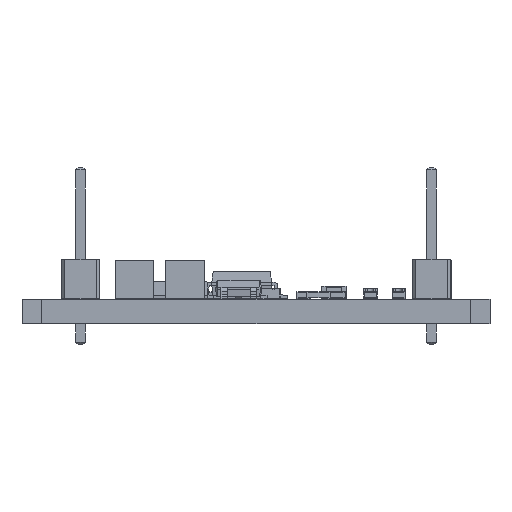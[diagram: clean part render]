
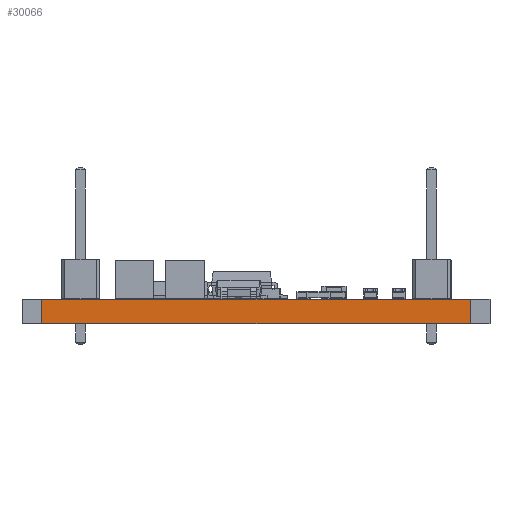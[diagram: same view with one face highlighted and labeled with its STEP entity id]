
A CAD part, front view. The second image highlights one B-rep face of the part: STEP entity #30066.
In plain terms, the highlighted planar face has unit normal (0, -1, 0).
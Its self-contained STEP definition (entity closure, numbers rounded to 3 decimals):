
#27466 = PLANE('',#27467);
#27467 = AXIS2_PLACEMENT_3D('',#27468,#27469,#27470);
#27468 = CARTESIAN_POINT('',(114.798,-75.124,1.6));
#27469 = DIRECTION('',(0.,0.,1.));
#27470 = DIRECTION('',(1.,0.,0.));
#27520 = PLANE('',#27521);
#27521 = AXIS2_PLACEMENT_3D('',#27522,#27523,#27524);
#27522 = CARTESIAN_POINT('',(114.798,-75.124,0.));
#27523 = DIRECTION('',(0.,0.,1.));
#27524 = DIRECTION('',(1.,0.,0.));
#27909 = VERTEX_POINT('',#27910);
#27910 = CARTESIAN_POINT('',(101.6,-87.63,0.));
#27924 = PLANE('',#27925);
#27925 = AXIS2_PLACEMENT_3D('',#27926,#27927,#27928);
#27926 = CARTESIAN_POINT('',(101.6,-85.09,0.));
#27927 = DIRECTION('',(1.,0.,0.));
#27928 = DIRECTION('',(0.,-1.,0.));
#27936 = EDGE_CURVE('',#27909,#27937,#27939,.T.);
#27937 = VERTEX_POINT('',#27938);
#27938 = CARTESIAN_POINT('',(129.54,-87.63,0.));
#27939 = SURFACE_CURVE('',#27940,(#27944,#27951),.PCURVE_S1.);
#27940 = LINE('',#27941,#27942);
#27941 = CARTESIAN_POINT('',(101.6,-87.63,0.));
#27942 = VECTOR('',#27943,1.);
#27943 = DIRECTION('',(1.,0.,0.));
#27944 = PCURVE('',#27520,#27945);
#27945 = DEFINITIONAL_REPRESENTATION('',(#27946),#27950);
#27946 = LINE('',#27947,#27948);
#27947 = CARTESIAN_POINT('',(-13.198,-12.506));
#27948 = VECTOR('',#27949,1.);
#27949 = DIRECTION('',(1.,0.));
#27950 = ( GEOMETRIC_REPRESENTATION_CONTEXT(2) 
PARAMETRIC_REPRESENTATION_CONTEXT() REPRESENTATION_CONTEXT('2D SPACE',''
  ) );
#27951 = PCURVE('',#27952,#27957);
#27952 = PLANE('',#27953);
#27953 = AXIS2_PLACEMENT_3D('',#27954,#27955,#27956);
#27954 = CARTESIAN_POINT('',(101.6,-87.63,0.));
#27955 = DIRECTION('',(0.,1.,0.));
#27956 = DIRECTION('',(1.,0.,0.));
#27957 = DEFINITIONAL_REPRESENTATION('',(#27958),#27962);
#27958 = LINE('',#27959,#27960);
#27959 = CARTESIAN_POINT('',(0.,0.));
#27960 = VECTOR('',#27961,1.);
#27961 = DIRECTION('',(1.,0.));
#27962 = ( GEOMETRIC_REPRESENTATION_CONTEXT(2) 
PARAMETRIC_REPRESENTATION_CONTEXT() REPRESENTATION_CONTEXT('2D SPACE',''
  ) );
#27980 = PLANE('',#27981);
#27981 = AXIS2_PLACEMENT_3D('',#27982,#27983,#27984);
#27982 = CARTESIAN_POINT('',(129.54,-87.63,0.));
#27983 = DIRECTION('',(-1.,0.,0.));
#27984 = DIRECTION('',(0.,1.,0.));
#28964 = VERTEX_POINT('',#28965);
#28965 = CARTESIAN_POINT('',(101.6,-87.63,1.6));
#28986 = EDGE_CURVE('',#28964,#28987,#28989,.T.);
#28987 = VERTEX_POINT('',#28988);
#28988 = CARTESIAN_POINT('',(129.54,-87.63,1.6));
#28989 = SURFACE_CURVE('',#28990,(#28994,#29001),.PCURVE_S1.);
#28990 = LINE('',#28991,#28992);
#28991 = CARTESIAN_POINT('',(101.6,-87.63,1.6));
#28992 = VECTOR('',#28993,1.);
#28993 = DIRECTION('',(1.,0.,0.));
#28994 = PCURVE('',#27466,#28995);
#28995 = DEFINITIONAL_REPRESENTATION('',(#28996),#29000);
#28996 = LINE('',#28997,#28998);
#28997 = CARTESIAN_POINT('',(-13.198,-12.506));
#28998 = VECTOR('',#28999,1.);
#28999 = DIRECTION('',(1.,0.));
#29000 = ( GEOMETRIC_REPRESENTATION_CONTEXT(2) 
PARAMETRIC_REPRESENTATION_CONTEXT() REPRESENTATION_CONTEXT('2D SPACE',''
  ) );
#29001 = PCURVE('',#27952,#29002);
#29002 = DEFINITIONAL_REPRESENTATION('',(#29003),#29007);
#29003 = LINE('',#29004,#29005);
#29004 = CARTESIAN_POINT('',(0.,-1.6));
#29005 = VECTOR('',#29006,1.);
#29006 = DIRECTION('',(1.,0.));
#29007 = ( GEOMETRIC_REPRESENTATION_CONTEXT(2) 
PARAMETRIC_REPRESENTATION_CONTEXT() REPRESENTATION_CONTEXT('2D SPACE',''
  ) );
#30016 = EDGE_CURVE('',#27937,#28987,#30017,.T.);
#30017 = SURFACE_CURVE('',#30018,(#30022,#30029),.PCURVE_S1.);
#30018 = LINE('',#30019,#30020);
#30019 = CARTESIAN_POINT('',(129.54,-87.63,0.));
#30020 = VECTOR('',#30021,1.);
#30021 = DIRECTION('',(0.,0.,1.));
#30022 = PCURVE('',#27980,#30023);
#30023 = DEFINITIONAL_REPRESENTATION('',(#30024),#30028);
#30024 = LINE('',#30025,#30026);
#30025 = CARTESIAN_POINT('',(0.,0.));
#30026 = VECTOR('',#30027,1.);
#30027 = DIRECTION('',(0.,-1.));
#30028 = ( GEOMETRIC_REPRESENTATION_CONTEXT(2) 
PARAMETRIC_REPRESENTATION_CONTEXT() REPRESENTATION_CONTEXT('2D SPACE',''
  ) );
#30029 = PCURVE('',#27952,#30030);
#30030 = DEFINITIONAL_REPRESENTATION('',(#30031),#30035);
#30031 = LINE('',#30032,#30033);
#30032 = CARTESIAN_POINT('',(27.94,0.));
#30033 = VECTOR('',#30034,1.);
#30034 = DIRECTION('',(0.,-1.));
#30035 = ( GEOMETRIC_REPRESENTATION_CONTEXT(2) 
PARAMETRIC_REPRESENTATION_CONTEXT() REPRESENTATION_CONTEXT('2D SPACE',''
  ) );
#30066 = ADVANCED_FACE('',(#30067),#27952,.F.);
#30067 = FACE_BOUND('',#30068,.F.);
#30068 = EDGE_LOOP('',(#30069,#30090,#30091,#30092));
#30069 = ORIENTED_EDGE('',*,*,#30070,.T.);
#30070 = EDGE_CURVE('',#27909,#28964,#30071,.T.);
#30071 = SURFACE_CURVE('',#30072,(#30076,#30083),.PCURVE_S1.);
#30072 = LINE('',#30073,#30074);
#30073 = CARTESIAN_POINT('',(101.6,-87.63,0.));
#30074 = VECTOR('',#30075,1.);
#30075 = DIRECTION('',(0.,0.,1.));
#30076 = PCURVE('',#27952,#30077);
#30077 = DEFINITIONAL_REPRESENTATION('',(#30078),#30082);
#30078 = LINE('',#30079,#30080);
#30079 = CARTESIAN_POINT('',(0.,0.));
#30080 = VECTOR('',#30081,1.);
#30081 = DIRECTION('',(0.,-1.));
#30082 = ( GEOMETRIC_REPRESENTATION_CONTEXT(2) 
PARAMETRIC_REPRESENTATION_CONTEXT() REPRESENTATION_CONTEXT('2D SPACE',''
  ) );
#30083 = PCURVE('',#27924,#30084);
#30084 = DEFINITIONAL_REPRESENTATION('',(#30085),#30089);
#30085 = LINE('',#30086,#30087);
#30086 = CARTESIAN_POINT('',(2.54,0.));
#30087 = VECTOR('',#30088,1.);
#30088 = DIRECTION('',(0.,-1.));
#30089 = ( GEOMETRIC_REPRESENTATION_CONTEXT(2) 
PARAMETRIC_REPRESENTATION_CONTEXT() REPRESENTATION_CONTEXT('2D SPACE',''
  ) );
#30090 = ORIENTED_EDGE('',*,*,#28986,.T.);
#30091 = ORIENTED_EDGE('',*,*,#30016,.F.);
#30092 = ORIENTED_EDGE('',*,*,#27936,.F.);
